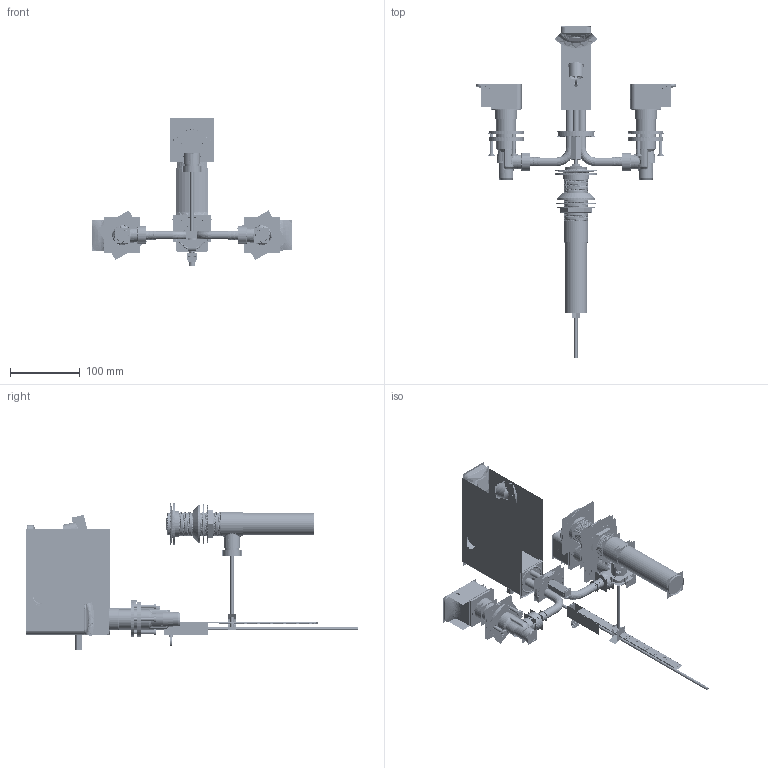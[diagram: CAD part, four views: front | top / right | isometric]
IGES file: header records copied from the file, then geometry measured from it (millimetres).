
Start section:  PTC IGES file: cf-1303-101-50_asm.igs
Global section: file name: cf-1303-101-50_asm.igs; native system: Creo Parametric by PTC Inc.; preprocessor: 2019224; author: 10114211; organization: Unknown; date: 20201130.150226; units: millimetre
Bounding box: 286.52 x 475.12 x 211.06 mm (x, y, z)
Surface area: 3084514.7 mm2 (no closed solid volume)
Topology: 0 solids, 0 shells, 9985 faces, 165955 edges, 218503 vertices
Faces by surface type: revolution 5077, bspline 4896, extrusion 12
